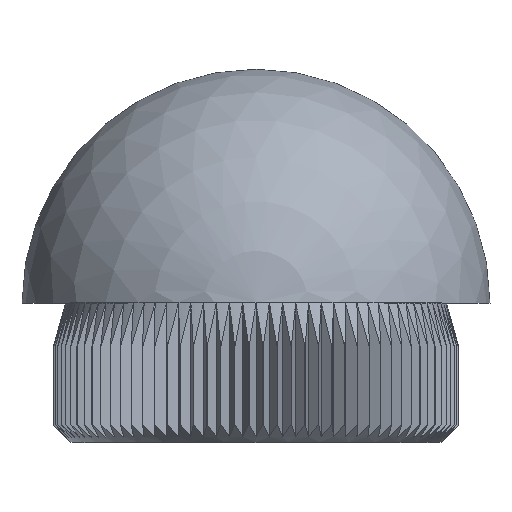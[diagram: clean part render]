
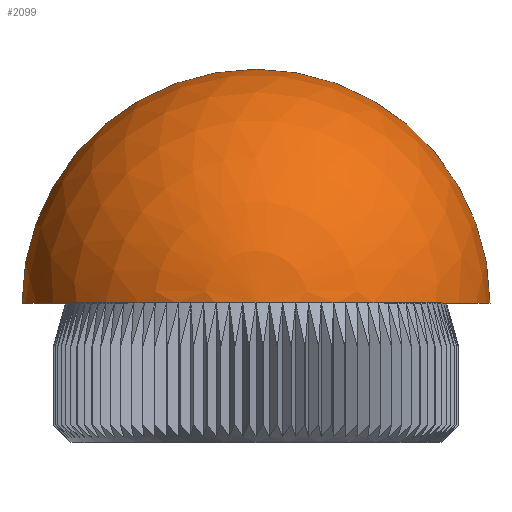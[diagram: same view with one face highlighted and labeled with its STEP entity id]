
A CAD part, top view. The second image highlights one B-rep face of the part: STEP entity #2099.
In plain terms, the highlighted spherical face has radius 13.45 mm.
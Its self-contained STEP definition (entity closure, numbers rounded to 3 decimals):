
#571 = EDGE_CURVE ( 'NONE', #6426, #1590, #6352, .T. ) ;
#1590 = VERTEX_POINT ( 'NONE', #11093 ) ;
#2099 = ADVANCED_FACE ( 'NONE', ( #14961 ), #9465, .T. ) ;
#2962 = DIRECTION ( 'NONE',  ( 0., 0., 1. ) ) ;
#3418 = AXIS2_PLACEMENT_3D ( 'NONE', #19559, #17863, #23371 ) ;
#4656 = DIRECTION ( 'NONE',  ( 1., 0., 0. ) ) ;
#6352 = CIRCLE ( 'NONE', #7053, 13.45 ) ;
#6426 = VERTEX_POINT ( 'NONE', #10962 ) ;
#7053 = AXIS2_PLACEMENT_3D ( 'NONE', #12099, #17709, #23063 ) ;
#7481 = DIRECTION ( 'NONE',  ( 1., 0., 0. ) ) ;
#7750 = EDGE_CURVE ( 'NONE', #6426, #22584, #18300, .T. ) ;
#9249 = CARTESIAN_POINT ( 'NONE',  ( 0., 8., 0. ) ) ;
#9415 = DIRECTION ( 'NONE',  ( 0., -1., 0. ) ) ;
#9465 = SPHERICAL_SURFACE ( 'NONE', #16350, 13.45 ) ;
#9525 = ORIENTED_EDGE ( 'NONE', *, *, #7750, .T. ) ;
#9951 = EDGE_LOOP ( 'NONE', ( #15051, #9525, #13474 ) ) ;
#10962 = CARTESIAN_POINT ( 'NONE',  ( 0., 21.45, 0. ) ) ;
#11093 = CARTESIAN_POINT ( 'NONE',  ( 13.45, 8., 0. ) ) ;
#11531 = AXIS2_PLACEMENT_3D ( 'NONE', #9249, #9415, #7481 ) ;
#12099 = CARTESIAN_POINT ( 'NONE',  ( 0., 8., 0. ) ) ;
#12650 = EDGE_CURVE ( 'NONE', #1590, #22584, #23815, .T. ) ;
#13345 = CARTESIAN_POINT ( 'NONE',  ( 0., 8., 0. ) ) ;
#13474 = ORIENTED_EDGE ( 'NONE', *, *, #12650, .F. ) ;
#14961 = FACE_OUTER_BOUND ( 'NONE', #9951, .T. ) ;
#15051 = ORIENTED_EDGE ( 'NONE', *, *, #571, .F. ) ;
#16350 = AXIS2_PLACEMENT_3D ( 'NONE', #13345, #2962, #4656 ) ;
#17709 = DIRECTION ( 'NONE',  ( 0., 0., -1. ) ) ;
#17863 = DIRECTION ( 'NONE',  ( 0., 0., 1. ) ) ;
#18300 = CIRCLE ( 'NONE', #3418, 13.45 ) ;
#19559 = CARTESIAN_POINT ( 'NONE',  ( 0., 8., 0. ) ) ;
#22584 = VERTEX_POINT ( 'NONE', #22742 ) ;
#22742 = CARTESIAN_POINT ( 'NONE',  ( -13.45, 8., 0. ) ) ;
#23063 = DIRECTION ( 'NONE',  ( -1., 0., 0. ) ) ;
#23371 = DIRECTION ( 'NONE',  ( 1., 0., 0. ) ) ;
#23815 = CIRCLE ( 'NONE', #11531, 13.45 ) ;
